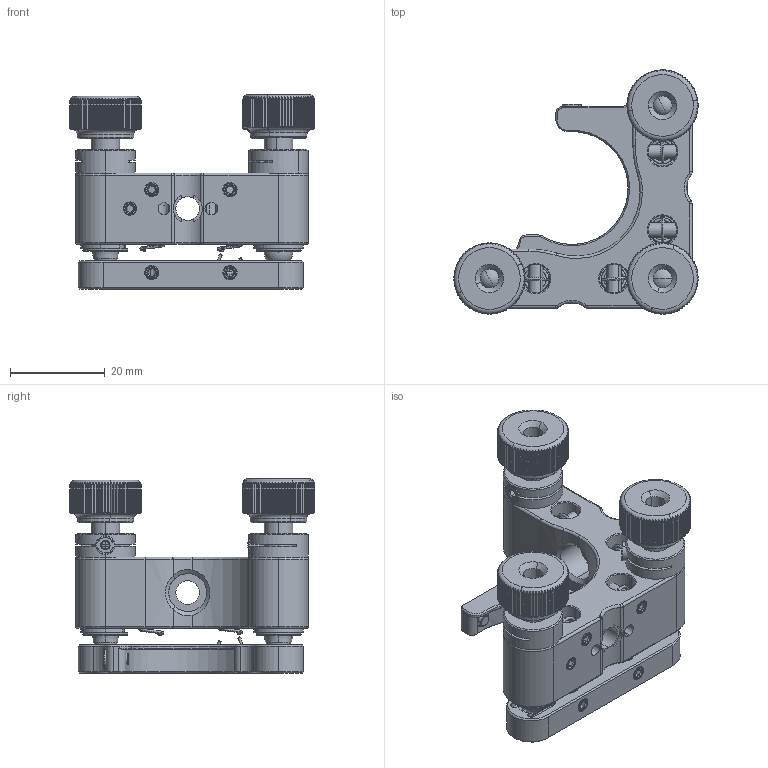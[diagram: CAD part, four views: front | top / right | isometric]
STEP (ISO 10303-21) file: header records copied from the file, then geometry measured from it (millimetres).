
FILE_DESCRIPTION (( 'STEP AP214' ), '1' );
FILE_NAME ('JC版，2.1.13.6，OMC-1.0L-3，1英寸C型开口反射调整架，左手，3轴.STEP', '2025-02-06T08:11:57', ( '' ), ( '' ), 'SwSTEP 2.0', 'SolidWorks 2023', '' );
FILE_SCHEMA (( 'AUTOMOTIVE_DESIGN' ));
Products named in the file (1): JC版，2.1.13.6，OMC-1.0L-3，1英寸C型开口反射调整架，左手，3轴
Bounding box: 51.5 x 51.5 x 41 mm (x, y, z)
Surface area: 18533.5 mm2 (no closed solid volume)
Topology: 0 solids, 60 shells, 1308 faces, 3729 edges, 2450 vertices
Faces by surface type: plane 627, cylinder 413, cone 152, torus 94, bspline 16, sphere 6
Entity records: 53889 total; most frequent: CARTESIAN_POINT 21118, ORIENTED_EDGE 6959, DIRECTION 6533, EDGE_CURVE 3712, AXIS2_PLACEMENT_3D 2597, VERTEX_POINT 2441, EDGE_LOOP 1401, VECTOR 1339
